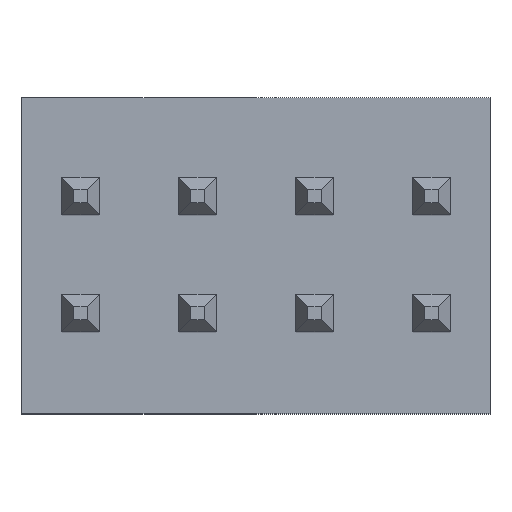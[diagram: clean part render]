
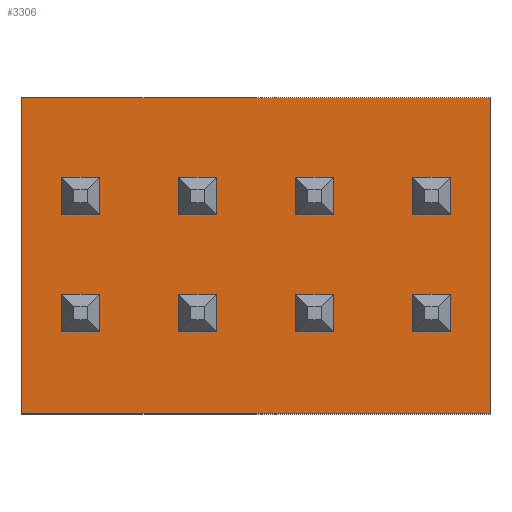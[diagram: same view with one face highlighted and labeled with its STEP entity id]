
A CAD part, top view. The second image highlights one B-rep face of the part: STEP entity #3306.
In plain terms, the highlighted face is planar.
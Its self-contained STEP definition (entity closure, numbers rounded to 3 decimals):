
#3174 = EDGE_CURVE('',#3175,#3177,#3179,.T.);
#3175 = VERTEX_POINT('',#3176);
#3176 = CARTESIAN_POINT('',(-2.54,1.778,-1.715));
#3177 = VERTEX_POINT('',#3178);
#3178 = CARTESIAN_POINT('',(-2.54,1.778,1.715));
#3179 = LINE('',#3180,#3181);
#3180 = CARTESIAN_POINT('',(-2.54,1.778,-1.715));
#3181 = VECTOR('',#3182,1.);
#3182 = DIRECTION('',(0.,0.,1.));
#3214 = EDGE_CURVE('',#3177,#3215,#3217,.T.);
#3215 = VERTEX_POINT('',#3216);
#3216 = CARTESIAN_POINT('',(2.54,1.778,1.715));
#3217 = LINE('',#3218,#3219);
#3218 = CARTESIAN_POINT('',(-2.54,1.778,1.715));
#3219 = VECTOR('',#3220,1.);
#3220 = DIRECTION('',(1.,0.,0.));
#3245 = EDGE_CURVE('',#3215,#3246,#3248,.T.);
#3246 = VERTEX_POINT('',#3247);
#3247 = CARTESIAN_POINT('',(2.54,1.778,-1.715));
#3248 = LINE('',#3249,#3250);
#3249 = CARTESIAN_POINT('',(2.54,1.778,1.715));
#3250 = VECTOR('',#3251,1.);
#3251 = DIRECTION('',(0.,0.,-1.));
#3276 = EDGE_CURVE('',#3246,#3175,#3277,.T.);
#3277 = LINE('',#3278,#3279);
#3278 = CARTESIAN_POINT('',(2.54,1.778,-1.715));
#3279 = VECTOR('',#3280,1.);
#3280 = DIRECTION('',(-1.,0.,0.));
#3306 = ADVANCED_FACE('',(#3307),#3313,.T.);
#3307 = FACE_BOUND('',#3308,.T.);
#3308 = EDGE_LOOP('',(#3309,#3310,#3311,#3312));
#3309 = ORIENTED_EDGE('',*,*,#3174,.T.);
#3310 = ORIENTED_EDGE('',*,*,#3214,.T.);
#3311 = ORIENTED_EDGE('',*,*,#3245,.T.);
#3312 = ORIENTED_EDGE('',*,*,#3276,.T.);
#3313 = PLANE('',#3314);
#3314 = AXIS2_PLACEMENT_3D('',#3315,#3316,#3317);
#3315 = CARTESIAN_POINT('',(0.,1.778,0.));
#3316 = DIRECTION('',(0.,1.,0.));
#3317 = DIRECTION('',(0.,-0.,1.));
